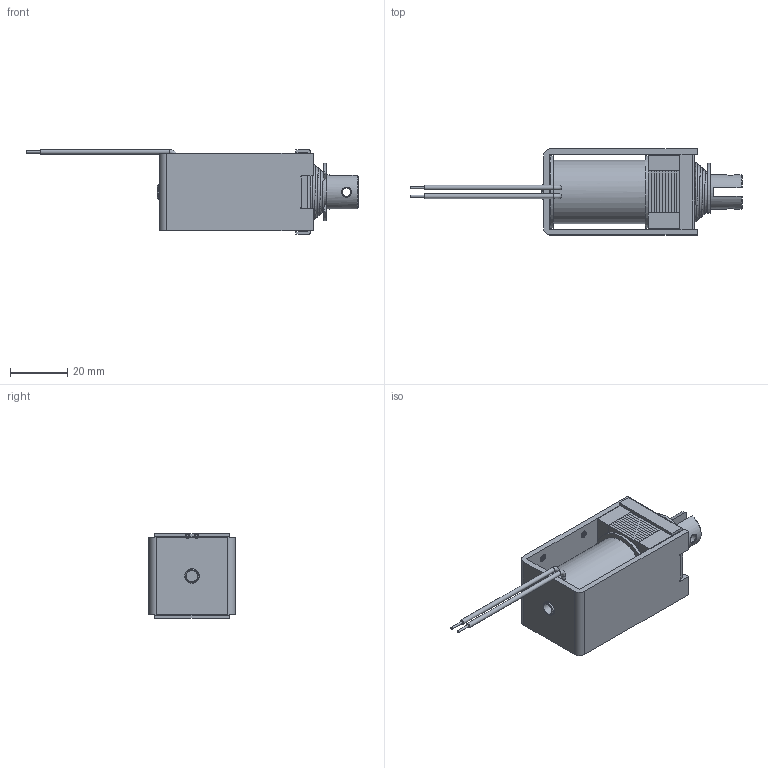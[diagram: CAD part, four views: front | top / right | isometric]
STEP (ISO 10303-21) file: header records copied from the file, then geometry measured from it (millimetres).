
FILE_DESCRIPTION(/* description */ ('Unknown'),/* implementation_level */ '2;1');
FILE_NAME(/* name */ 'K1253L',/* time_stamp */ '2019-06-10T13:12:46+02:00',/* author */ ('Unknown'),/* organization */ ('Unknown'),/* preprocessor_version */ 'ST-DEVELOPER v16.7',/* originating_system */ 'DEX',/* authorisation */ $);
FILE_SCHEMA (('AUTOMOTIVE_DESIGN {1 0 10303 214 3 1 1}'));
Length unit declared in the file: millimetre
Products named in the file (13): K1253L; BD132702; BD031203壓縮5mm; BD021001_0; DA12101A; DD125054; K1253線圈組; BD0005G5; DE122035; DF125028捲銅管; BD092502; K1253線圈; DB125261
Assembly tree (28 placements, depth 3):
  K1253L
    BD132702  x2
    BD031203壓縮5mm
    BD021001_0
    DA12101A
    DD125054
    K1253線圈組
      BD0005G5  x15
      DE122035
      DF125028捲銅管
      BD092502  x2
      K1253線圈
    DB125261
Bounding box: 115.64 x 30 x 29.55 mm (x, y, z)
Volume: 34051.2 mm3; surface area: 37184.6 mm2
Topology: 27 solids, 27 shells, 307 faces, 680 edges, 437 vertices
Faces by surface type: plane 179, cylinder 84, cone 37, torus 4, bspline 3
Full cylindrical faces by diameter (mm): 0.8 x2, 1.6 x4, 2.5 x16, 3 x2, 4 x1, 5 x1, 5.1 x1, 10 x1, 12 x3, 12.2 x2, 12.8 x2, 13 x18, 13.8 x1, 22 x1, 25.4 x2
Entity records: 9093 total; most frequent: CARTESIAN_POINT 4411, DIRECTION 967, ORIENTED_EDGE 722, AXIS2_PLACEMENT_3D 393, EDGE_CURVE 361, EDGE_LOOP 318, FACE_BOUND 318, VERTEX_POINT 277
